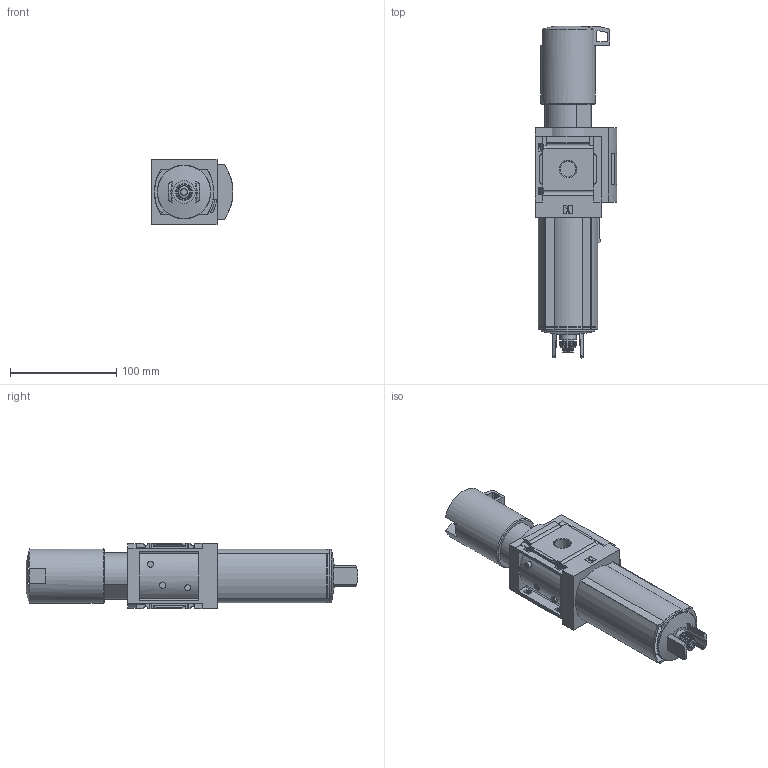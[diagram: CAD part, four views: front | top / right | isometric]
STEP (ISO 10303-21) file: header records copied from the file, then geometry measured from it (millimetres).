
FILE_DESCRIPTION(/* description */ ('STEP AP214'),/* implementation_level */ '2;1');
FILE_NAME(/* name */ '529234_MS6-LFR-3_8-D7-EUV-AS',/* time_stamp */ '2024-09-10T18:48:22+02:00',/* author */ ('License CC BY-ND 4.0'),/* organization */ ('CADENAS'),/* preprocessor_version */ 'ST-DEVELOPER v19.3',/* originating_system */ 'PARTsolutions',/* authorisation */ ' ');
FILE_SCHEMA (('AUTOMOTIVE_DESIGN {1 0 10303 214 3 1 1}'));
Length unit declared in the file: millimetre
Products named in the file (3): 529234 MS6-LFR-3/8-D7-EUV-AS; 526490 MS6-LFR-3/8-D7-EUV-AS0D; KOND MS6-2-3
Assembly tree (2 placements, depth 2):
  529234 MS6-LFR-3/8-D7-EUV-AS
    526490 MS6-LFR-3/8-D7-EUV-AS0D
    KOND MS6-2-3
Bounding box: 77 x 312.04 x 62 mm (x, y, z)
Volume: 773028.4 mm3; surface area: 80268.4 mm2
Topology: 2 solids, 2 shells, 340 faces, 906 edges, 594 vertices
Faces by surface type: plane 218, cylinder 86, torus 24, cone 11, sphere 1
Full cylindrical faces by diameter (mm): 5.5 x2, 6 x1, 11 x1, 11.4 x1, 11.6 x1, 11.8 x1, 14.95 x2, 15.8 x1, 50.36 x1, 51 x1
Entity records: 12850 total; most frequent: CARTESIAN_POINT 1927, DIRECTION 1757, ORIENTED_EDGE 1726, EDGE_CURVE 863, LINE 591, VECTOR 591, VERTEX_POINT 589, AXIS2_PLACEMENT_3D 583
